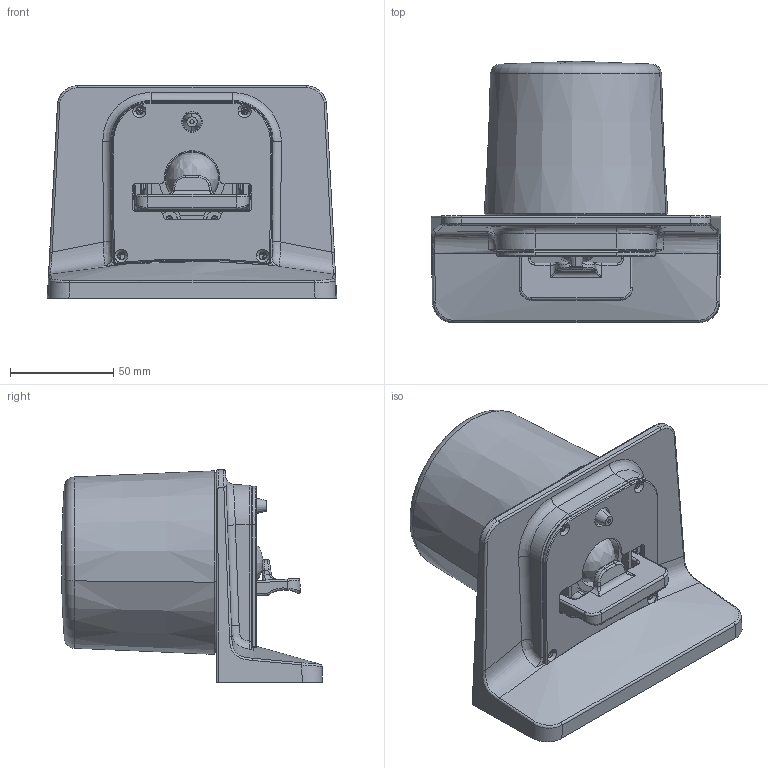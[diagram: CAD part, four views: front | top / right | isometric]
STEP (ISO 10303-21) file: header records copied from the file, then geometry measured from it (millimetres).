
FILE_DESCRIPTION (( 'STEP AP214' ), '1' );
FILE_NAME ('83430976ff_PM.STEP', '2024-02-19T13:42:51', ( '' ), ( '' ), 'SwSTEP 2.0', 'SolidWorks 2023', '' );
FILE_SCHEMA (( 'AUTOMOTIVE_DESIGN' ));
Length unit declared in the file: millimetre
Products named in the file (8): Planungsmodell_Seifenspender-+-23-1451-14_K1; 83430976ff_PM; Planungsmodell_Pumpe-+-08109700190_K1; Planungsmodell_Halter-+-081797075_K1; Planungsmodell_Seifenspender-+-23-1451-7_K1; Planungsmodell_Pumpe-+-23-1451-1_K1; Planungsmodell_Glas-+-08101062790_K1; Planungsmodell_Griff-+-082097005_K1_55
Assembly tree (7 placements, depth 2):
  83430976ff_PM
    Planungsmodell_Halter-+-081797075_K1
    Planungsmodell_Pumpe-+-23-1451-1_K1
    Planungsmodell_Pumpe-+-08109700190_K1
    Planungsmodell_Seifenspender-+-23-1451-7_K1
    Planungsmodell_Griff-+-082097005_K1_55
    Planungsmodell_Glas-+-08101062790_K1
    Planungsmodell_Seifenspender-+-23-1451-14_K1
Bounding box: 140.31 x 126.58 x 103 mm (x, y, z)
Volume: 364465 mm3; surface area: 159448.8 mm2
Topology: 7 solids, 13 shells, 1002 faces, 2505 edges, 1545 vertices
Faces by surface type: cylinder 424, plane 297, bspline 185, cone 80, torus 8, sphere 8
Entity records: 43443 total; most frequent: CARTESIAN_POINT 20547, ORIENTED_EDGE 4940, DIRECTION 4413, EDGE_CURVE 2470, AXIS2_PLACEMENT_3D 1650, VERTEX_POINT 1541, LINE 1113, VECTOR 1113
